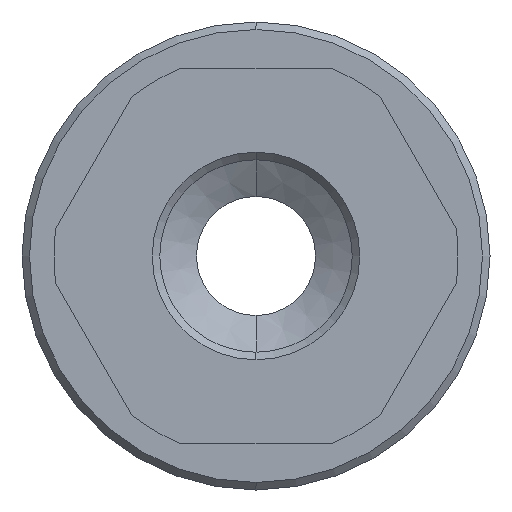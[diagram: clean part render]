
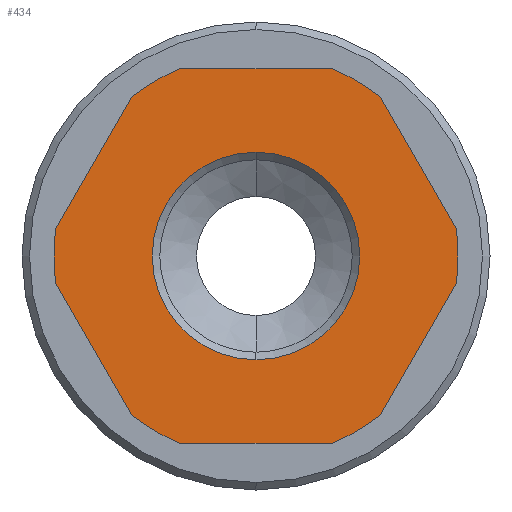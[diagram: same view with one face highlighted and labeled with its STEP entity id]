
A CAD part, left-side view. The second image highlights one B-rep face of the part: STEP entity #434.
In plain terms, the highlighted planar face has unit normal (-1, 0, 0).
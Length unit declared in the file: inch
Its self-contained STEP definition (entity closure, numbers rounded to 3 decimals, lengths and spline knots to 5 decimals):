
#4 = CARTESIAN_POINT ( 'NONE',  ( -0.4325, 0.21651, -0.125 ) ) ;
#8 = LINE ( 'NONE', #346, #452 ) ;
#15 = EDGE_CURVE ( 'NONE', #872, #1105, #1134, .T. ) ;
#20 = DIRECTION ( 'NONE',  ( 0., 1., 0. ) ) ;
#25 = VERTEX_POINT ( 'NONE', #263 ) ;
#27 = DIRECTION ( 'NONE',  ( 1., 0., 0. ) ) ;
#36 = DIRECTION ( 'NONE',  ( 1., 0., 0. ) ) ;
#41 = VERTEX_POINT ( 'NONE', #368 ) ;
#45 = DIRECTION ( 'NONE',  ( 1., 0., 0. ) ) ;
#68 = CARTESIAN_POINT ( 'NONE',  ( -0.4325, 0.10198, -0.25 ) ) ;
#70 = DIRECTION ( 'NONE',  ( 1., 0., 0. ) ) ;
#74 = CARTESIAN_POINT ( 'NONE',  ( -0.4325, -0.10198, -0.25 ) ) ;
#87 = DIRECTION ( 'NONE',  ( 0., 0., -1. ) ) ;
#97 = DIRECTION ( 'NONE',  ( 0., 0.5, 0.866 ) ) ;
#103 = EDGE_CURVE ( 'NONE', #339, #1192, #1097, .T. ) ;
#112 = CARTESIAN_POINT ( 'NONE',  ( -0.4325, 0., 0. ) ) ;
#164 = CARTESIAN_POINT ( 'NONE',  ( -0.4325, 0., 0. ) ) ;
#173 = AXIS2_PLACEMENT_3D ( 'NONE', #934, #294, #627 ) ;
#190 = ORIENTED_EDGE ( 'NONE', *, *, #844, .F. ) ;
#191 = VECTOR ( 'NONE', #1309, 39.37008 ) ;
#210 = FACE_BOUND ( 'NONE', #1002, .T. ) ;
#249 = CARTESIAN_POINT ( 'NONE',  ( -0.4325, 0.16552, 0.21332 ) ) ;
#250 = EDGE_LOOP ( 'NONE', ( #412, #1095, #574, #532, #454, #190, #1209, #1186, #1281, #880, #492, #1139 ) ) ;
#259 = CARTESIAN_POINT ( 'NONE',  ( -0.4325, 0., 0.25 ) ) ;
#263 = CARTESIAN_POINT ( 'NONE',  ( -0.4325, -0.2675, -0.03668 ) ) ;
#293 = CARTESIAN_POINT ( 'NONE',  ( -0.4325, -0.16552, 0.21332 ) ) ;
#294 = DIRECTION ( 'NONE',  ( 1., 0., 0. ) ) ;
#320 = CARTESIAN_POINT ( 'NONE',  ( -0.4325, -0.21651, 0.125 ) ) ;
#322 = AXIS2_PLACEMENT_3D ( 'NONE', #817, #742, #87 ) ;
#334 = AXIS2_PLACEMENT_3D ( 'NONE', #1175, #36, #1187 ) ;
#339 = VERTEX_POINT ( 'NONE', #68 ) ;
#346 = CARTESIAN_POINT ( 'NONE',  ( -0.4325, 0., -0.25 ) ) ;
#368 = CARTESIAN_POINT ( 'NONE',  ( -0.4325, -0.10198, 0.25 ) ) ;
#394 = VECTOR ( 'NONE', #97, 39.37008 ) ;
#396 = DIRECTION ( 'NONE',  ( 0., 0., -1. ) ) ;
#400 = CARTESIAN_POINT ( 'NONE',  ( -0.4325, 0., -0.1385 ) ) ;
#401 = CARTESIAN_POINT ( 'NONE',  ( -0.4325, 0., 0.1385 ) ) ;
#406 = CARTESIAN_POINT ( 'NONE',  ( -0.4325, -0.16552, -0.21332 ) ) ;
#409 = EDGE_CURVE ( 'NONE', #621, #25, #601, .T. ) ;
#412 = ORIENTED_EDGE ( 'NONE', *, *, #1011, .F. ) ;
#422 = CARTESIAN_POINT ( 'NONE',  ( -0.4325, 0.21651, 0.125 ) ) ;
#434 = ADVANCED_FACE ( 'NONE', ( #210, #1233 ), #641, .F. ) ;
#450 = EDGE_CURVE ( 'NONE', #845, #621, #512, .T. ) ;
#452 = VECTOR ( 'NONE', #20, 39.37008 ) ;
#453 = DIRECTION ( 'NONE',  ( 0., 0., -1. ) ) ;
#454 = ORIENTED_EDGE ( 'NONE', *, *, #450, .F. ) ;
#459 = CARTESIAN_POINT ( 'NONE',  ( -0.4325, 0., 0. ) ) ;
#461 = CARTESIAN_POINT ( 'NONE',  ( -0.4325, -0.2675, 0.03668 ) ) ;
#462 = AXIS2_PLACEMENT_3D ( 'NONE', #913, #1318, #396 ) ;
#466 = EDGE_CURVE ( 'NONE', #1223, #908, #1052, .T. ) ;
#492 = ORIENTED_EDGE ( 'NONE', *, *, #887, .F. ) ;
#499 = AXIS2_PLACEMENT_3D ( 'NONE', #459, #27, #453 ) ;
#512 = LINE ( 'NONE', #320, #671 ) ;
#515 = AXIS2_PLACEMENT_3D ( 'NONE', #164, #45, #886 ) ;
#529 = EDGE_CURVE ( 'NONE', #560, #957, #1131, .T. ) ;
#532 = ORIENTED_EDGE ( 'NONE', *, *, #409, .F. ) ;
#545 = VERTEX_POINT ( 'NONE', #663 ) ;
#560 = VERTEX_POINT ( 'NONE', #1060 ) ;
#574 = ORIENTED_EDGE ( 'NONE', *, *, #1205, .F. ) ;
#575 = CARTESIAN_POINT ( 'NONE',  ( -0.4325, 0.10198, 0.25 ) ) ;
#589 = CIRCLE ( 'NONE', #499, 0.1385 ) ;
#601 = CIRCLE ( 'NONE', #462, 0.27 ) ;
#608 = LINE ( 'NONE', #1113, #911 ) ;
#609 = VERTEX_POINT ( 'NONE', #575 ) ;
#620 = DIRECTION ( 'NONE',  ( 0., 0., -1. ) ) ;
#621 = VERTEX_POINT ( 'NONE', #461 ) ;
#627 = DIRECTION ( 'NONE',  ( 0., 0., -1. ) ) ;
#641 = PLANE ( 'NONE',  #173 ) ;
#663 = CARTESIAN_POINT ( 'NONE',  ( -0.4325, 0.2675, -0.03668 ) ) ;
#671 = VECTOR ( 'NONE', #1145, 39.37008 ) ;
#679 = EDGE_CURVE ( 'NONE', #609, #41, #1294, .T. ) ;
#742 = DIRECTION ( 'NONE',  ( 1., 0., 0. ) ) ;
#786 = CARTESIAN_POINT ( 'NONE',  ( -0.4325, 0.16552, -0.21332 ) ) ;
#811 = DIRECTION ( 'NONE',  ( 1., 0., 0. ) ) ;
#817 = CARTESIAN_POINT ( 'NONE',  ( -0.4325, 0., 0. ) ) ;
#844 = EDGE_CURVE ( 'NONE', #41, #845, #937, .T. ) ;
#845 = VERTEX_POINT ( 'NONE', #293 ) ;
#872 = VERTEX_POINT ( 'NONE', #406 ) ;
#880 = ORIENTED_EDGE ( 'NONE', *, *, #1107, .F. ) ;
#885 = CIRCLE ( 'NONE', #1289, 0.27 ) ;
#886 = DIRECTION ( 'NONE',  ( 0., 0., -1. ) ) ;
#887 = EDGE_CURVE ( 'NONE', #1192, #545, #1341, .T. ) ;
#905 = DIRECTION ( 'NONE',  ( 0., 0., -1. ) ) ;
#908 = VERTEX_POINT ( 'NONE', #400 ) ;
#911 = VECTOR ( 'NONE', #1013, 39.37008 ) ;
#913 = CARTESIAN_POINT ( 'NONE',  ( -0.4325, 0., 0. ) ) ;
#934 = CARTESIAN_POINT ( 'NONE',  ( -0.4325, 0., 0. ) ) ;
#937 = CIRCLE ( 'NONE', #322, 0.27 ) ;
#957 = VERTEX_POINT ( 'NONE', #249 ) ;
#984 = EDGE_CURVE ( 'NONE', #908, #1223, #589, .T. ) ;
#1002 = EDGE_LOOP ( 'NONE', ( #1234, #1070 ) ) ;
#1011 = EDGE_CURVE ( 'NONE', #1105, #339, #8, .T. ) ;
#1013 = DIRECTION ( 'NONE',  ( 0., 0.5, -0.866 ) ) ;
#1029 = DIRECTION ( 'NONE',  ( 1., 0., 0. ) ) ;
#1052 = CIRCLE ( 'NONE', #1120, 0.1385 ) ;
#1060 = CARTESIAN_POINT ( 'NONE',  ( -0.4325, 0.2675, 0.03668 ) ) ;
#1070 = ORIENTED_EDGE ( 'NONE', *, *, #984, .T. ) ;
#1095 = ORIENTED_EDGE ( 'NONE', *, *, #15, .F. ) ;
#1097 = CIRCLE ( 'NONE', #515, 0.27 ) ;
#1105 = VERTEX_POINT ( 'NONE', #74 ) ;
#1106 = EDGE_CURVE ( 'NONE', #957, #609, #885, .T. ) ;
#1107 = EDGE_CURVE ( 'NONE', #545, #560, #1312, .T. ) ;
#1113 = CARTESIAN_POINT ( 'NONE',  ( -0.4325, -0.21651, -0.125 ) ) ;
#1120 = AXIS2_PLACEMENT_3D ( 'NONE', #112, #1029, #620 ) ;
#1131 = LINE ( 'NONE', #422, #1224 ) ;
#1134 = CIRCLE ( 'NONE', #334, 0.27 ) ;
#1137 = DIRECTION ( 'NONE',  ( 0., -0.5, 0.866 ) ) ;
#1139 = ORIENTED_EDGE ( 'NONE', *, *, #103, .F. ) ;
#1145 = DIRECTION ( 'NONE',  ( 0., -0.5, -0.866 ) ) ;
#1175 = CARTESIAN_POINT ( 'NONE',  ( -0.4325, 0., 0. ) ) ;
#1186 = ORIENTED_EDGE ( 'NONE', *, *, #1106, .F. ) ;
#1187 = DIRECTION ( 'NONE',  ( 0., 0., -1. ) ) ;
#1192 = VERTEX_POINT ( 'NONE', #786 ) ;
#1200 = AXIS2_PLACEMENT_3D ( 'NONE', #1313, #70, #905 ) ;
#1205 = EDGE_CURVE ( 'NONE', #25, #872, #608, .T. ) ;
#1209 = ORIENTED_EDGE ( 'NONE', *, *, #679, .F. ) ;
#1223 = VERTEX_POINT ( 'NONE', #401 ) ;
#1224 = VECTOR ( 'NONE', #1137, 39.37008 ) ;
#1233 = FACE_OUTER_BOUND ( 'NONE', #250, .T. ) ;
#1234 = ORIENTED_EDGE ( 'NONE', *, *, #466, .T. ) ;
#1281 = ORIENTED_EDGE ( 'NONE', *, *, #529, .F. ) ;
#1283 = CARTESIAN_POINT ( 'NONE',  ( -0.4325, 0., 0. ) ) ;
#1289 = AXIS2_PLACEMENT_3D ( 'NONE', #1283, #811, #1292 ) ;
#1292 = DIRECTION ( 'NONE',  ( 0., 0., -1. ) ) ;
#1294 = LINE ( 'NONE', #259, #191 ) ;
#1309 = DIRECTION ( 'NONE',  ( 0., -1., 0. ) ) ;
#1312 = CIRCLE ( 'NONE', #1200, 0.27 ) ;
#1313 = CARTESIAN_POINT ( 'NONE',  ( -0.4325, 0., 0. ) ) ;
#1318 = DIRECTION ( 'NONE',  ( 1., 0., 0. ) ) ;
#1341 = LINE ( 'NONE', #4, #394 ) ;
